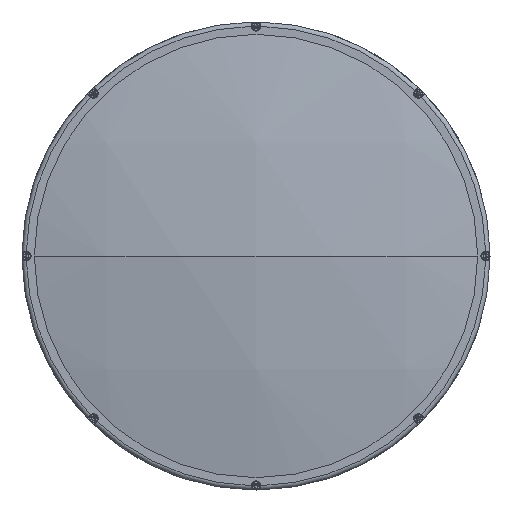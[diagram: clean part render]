
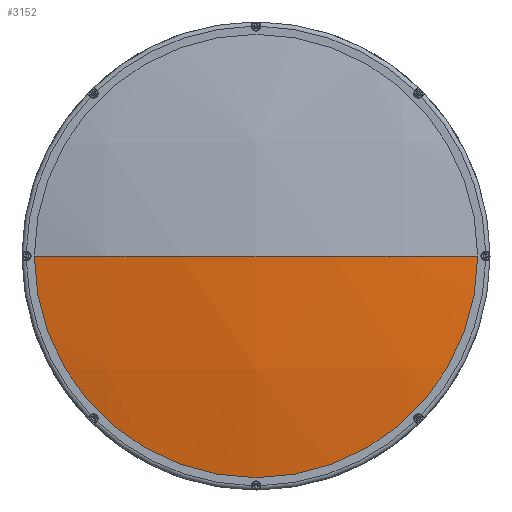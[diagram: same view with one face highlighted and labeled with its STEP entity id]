
A CAD part, left-side view. The second image highlights one B-rep face of the part: STEP entity #3152.
In plain terms, the highlighted spherical face has radius 786 mm.
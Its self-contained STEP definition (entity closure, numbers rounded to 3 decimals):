
#79 = DIRECTION ( 'NONE',  ( 0., 1., 0. ) ) ;
#1435 = CARTESIAN_POINT ( 'NONE',  ( 66.968, 0., 0. ) ) ;
#1447 = DIRECTION ( 'NONE',  ( 0., 0., -1. ) ) ;
#1578 = DIRECTION ( 'NONE',  ( -1., 0., 0. ) ) ;
#1643 = ORIENTED_EDGE ( 'NONE', *, *, #11729, .T. ) ;
#3152 = ADVANCED_FACE ( 'NONE', ( #4731 ), #7270, .T. ) ;
#4731 = FACE_OUTER_BOUND ( 'NONE', #14525, .T. ) ;
#4961 = EDGE_CURVE ( 'NONE', #11712, #19300, #16927, .T. ) ;
#5211 = CIRCLE ( 'NONE', #11997, 786. ) ;
#5294 = ORIENTED_EDGE ( 'NONE', *, *, #8812, .T. ) ;
#5419 = CARTESIAN_POINT ( 'NONE',  ( -703.698, -154.5, 0. ) ) ;
#5765 = DIRECTION ( 'NONE',  ( 0., 0., 1. ) ) ;
#5841 = AXIS2_PLACEMENT_3D ( 'NONE', #14720, #5765, #16216 ) ;
#6966 = ORIENTED_EDGE ( 'NONE', *, *, #4961, .F. ) ;
#6973 = CIRCLE ( 'NONE', #8657, 154.5 ) ;
#7270 = SPHERICAL_SURFACE ( 'NONE', #14543, 786. ) ;
#8146 = CARTESIAN_POINT ( 'NONE',  ( -719.032, 0., 0. ) ) ;
#8654 = VERTEX_POINT ( 'NONE', #5419 ) ;
#8657 = AXIS2_PLACEMENT_3D ( 'NONE', #10524, #1578, #12030 ) ;
#8812 = EDGE_CURVE ( 'NONE', #11712, #8654, #6973, .T. ) ;
#8985 = DIRECTION ( 'NONE',  ( 0., 0., -1. ) ) ;
#10396 = CARTESIAN_POINT ( 'NONE',  ( 66.968, 0., 0. ) ) ;
#10524 = CARTESIAN_POINT ( 'NONE',  ( -703.698, 0., 0. ) ) ;
#11712 = VERTEX_POINT ( 'NONE', #13123 ) ;
#11729 = EDGE_CURVE ( 'NONE', #8654, #19300, #5211, .T. ) ;
#11886 = DIRECTION ( 'NONE',  ( 0., 1., 0. ) ) ;
#11997 = AXIS2_PLACEMENT_3D ( 'NONE', #10396, #1447, #11886 ) ;
#12030 = DIRECTION ( 'NONE',  ( 0., 0., 1. ) ) ;
#13123 = CARTESIAN_POINT ( 'NONE',  ( -703.698, 154.5, 0. ) ) ;
#14525 = EDGE_LOOP ( 'NONE', ( #5294, #1643, #6966 ) ) ;
#14543 = AXIS2_PLACEMENT_3D ( 'NONE', #1435, #8985, #79 ) ;
#14720 = CARTESIAN_POINT ( 'NONE',  ( 66.968, 0., 0. ) ) ;
#16216 = DIRECTION ( 'NONE',  ( 0., -1., 0. ) ) ;
#16927 = CIRCLE ( 'NONE', #5841, 786. ) ;
#19300 = VERTEX_POINT ( 'NONE', #8146 ) ;
